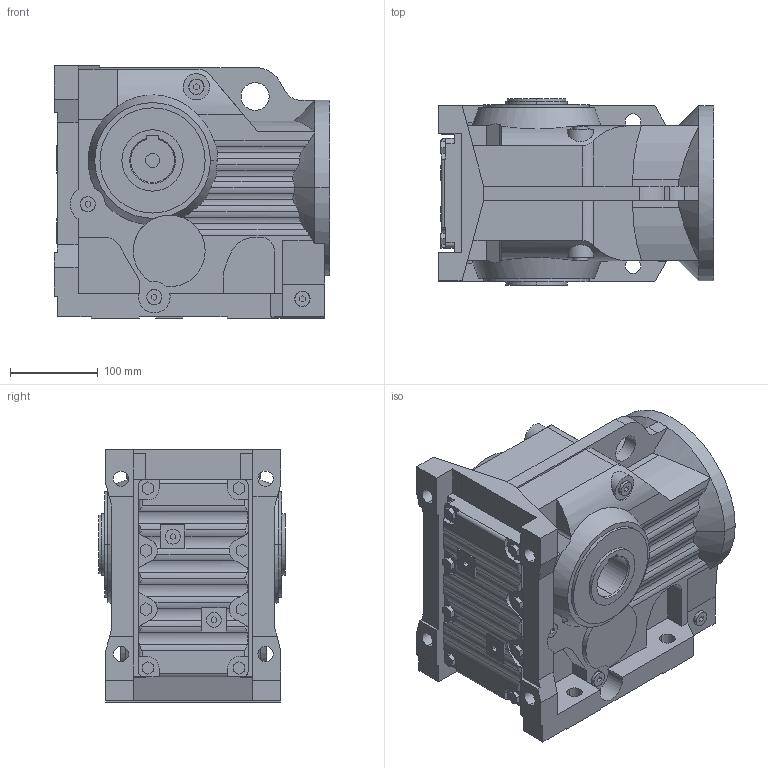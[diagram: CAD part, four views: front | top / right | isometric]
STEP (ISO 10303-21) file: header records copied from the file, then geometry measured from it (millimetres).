
FILE_DESCRIPTION(('STEP AP214'),'1');
FILE_NAME('cctmp_8DA24F5D-EE3A-4DC9-BA35-6EC9AB2A58A4_2021_4_16_8_51_56_450..stp','2021-04-16T06:51:56',('SEW-EURODRIVE GmbH & Co KG'),('CADClick - www.CADClick.com'),'Spatial InterOp 3D postprocessed',' ','unknown authorization');
FILE_SCHEMA(('AUTOMOTIVE_DESIGN'));
Length unit declared in the file: millimetre
Products named in the file (1): 2021_04_16__08-51-56-435
Bounding box: 314 x 213 x 288 mm (x, y, z)
Volume: 12711914.4 mm3; surface area: 512675.4 mm2
Topology: 1 solids, 3 shells, 557 faces, 1484 edges, 977 vertices
Faces by surface type: plane 337, cylinder 206, cone 14
Entity records: 21222 total; most frequent: CARTESIAN_POINT 5617, ORIENTED_EDGE 2968, DIRECTION 2764, EDGE_CURVE 1484, LINE 988, VECTOR 988, VERTEX_POINT 977, AXIS2_PLACEMENT_3D 888
